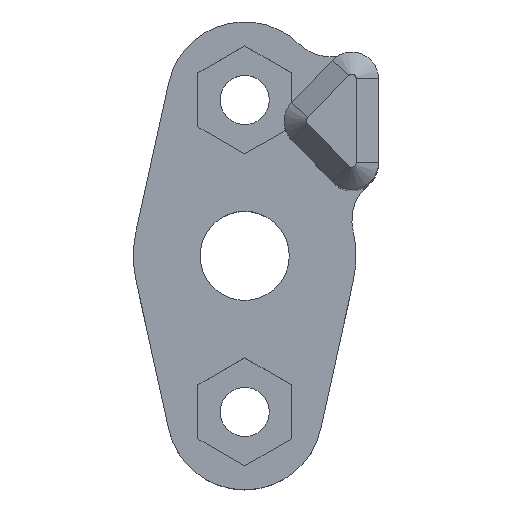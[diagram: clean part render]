
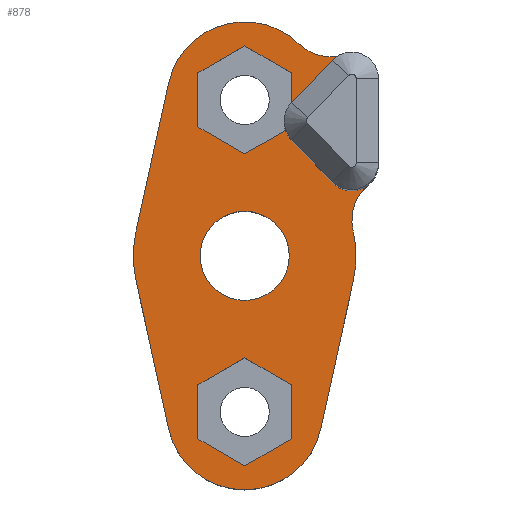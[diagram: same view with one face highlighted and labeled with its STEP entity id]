
A CAD part, top view. The second image highlights one B-rep face of the part: STEP entity #878.
In plain terms, the highlighted planar face has unit normal (0, 0, 1).
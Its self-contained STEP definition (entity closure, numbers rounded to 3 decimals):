
#79=VECTOR('',#1254,1.);
#97=VECTOR('',#1304,1.);
#103=VECTOR('',#1325,1.);
#108=VECTOR('',#1344,1.);
#112=VECTOR('',#1349,1.);
#115=VECTOR('',#1353,1.);
#118=VECTOR('',#1357,1.);
#121=VECTOR('',#1361,1.);
#123=VECTOR('',#1364,1.);
#127=VECTOR('',#1372,1.);
#130=VECTOR('',#1376,1.);
#133=VECTOR('',#1380,1.);
#136=VECTOR('',#1384,1.);
#139=VECTOR('',#1388,1.);
#142=VECTOR('',#1392,1.);
#143=VECTOR('',#1397,1.);
#144=VECTOR('',#1400,1.);
#145=VECTOR('',#1403,1.);
#162=LINE('',#1018,#79);
#180=LINE('',#1072,#97);
#186=LINE('',#1091,#103);
#191=LINE('',#1113,#108);
#195=LINE('',#1121,#112);
#198=LINE('',#1127,#115);
#201=LINE('',#1133,#118);
#204=LINE('',#1139,#121);
#206=LINE('',#1143,#123);
#210=LINE('',#1154,#127);
#213=LINE('',#1160,#130);
#216=LINE('',#1166,#133);
#219=LINE('',#1172,#136);
#222=LINE('',#1178,#139);
#225=LINE('',#1183,#142);
#226=LINE('',#1188,#143);
#227=LINE('',#1192,#144);
#228=LINE('',#1196,#145);
#260=PLANE('',#953);
#266=CIRCLE('',#896,1.524);
#268=CIRCLE('',#898,1.524);
#269=CIRCLE('',#900,2.54);
#271=CIRCLE('',#904,2.54);
#274=CIRCLE('',#908,4.445);
#280=CIRCLE('',#922,1.524);
#283=CIRCLE('',#928,1.524);
#292=CIRCLE('',#954,6.35);
#293=CIRCLE('',#955,4.445);
#294=CIRCLE('',#956,6.35);
#295=CIRCLE('',#957,2.54);
#303=VERTEX_POINT('',#996);
#304=VERTEX_POINT('',#998);
#307=VERTEX_POINT('',#1004);
#308=VERTEX_POINT('',#1006);
#309=VERTEX_POINT('',#1010);
#310=VERTEX_POINT('',#1011);
#313=VERTEX_POINT('',#1019);
#315=VERTEX_POINT('',#1025);
#316=VERTEX_POINT('',#1026);
#320=VERTEX_POINT('',#1036);
#331=VERTEX_POINT('',#1073);
#334=VERTEX_POINT('',#1088);
#344=VERTEX_POINT('',#1114);
#347=VERTEX_POINT('',#1122);
#349=VERTEX_POINT('',#1128);
#351=VERTEX_POINT('',#1134);
#353=VERTEX_POINT('',#1140);
#357=VERTEX_POINT('',#1153);
#358=VERTEX_POINT('',#1155);
#360=VERTEX_POINT('',#1161);
#362=VERTEX_POINT('',#1167);
#364=VERTEX_POINT('',#1173);
#366=VERTEX_POINT('',#1179);
#368=VERTEX_POINT('',#1189);
#369=VERTEX_POINT('',#1191);
#370=VERTEX_POINT('',#1193);
#371=VERTEX_POINT('',#1195);
#372=VERTEX_POINT('',#1197);
#373=VERTEX_POINT('',#1200);
#387=EDGE_CURVE('',#304,#303,#266,.T.);
#391=EDGE_CURVE('',#308,#307,#268,.T.);
#393=EDGE_CURVE('',#309,#310,#269,.T.);
#397=EDGE_CURVE('',#310,#313,#162,.T.);
#400=EDGE_CURVE('',#315,#316,#271,.F.);
#406=EDGE_CURVE('',#316,#320,#274,.T.);
#424=EDGE_CURVE('',#307,#331,#180,.T.);
#426=EDGE_CURVE('',#315,#331,#280,.T.);
#433=EDGE_CURVE('',#334,#309,#283,.T.);
#434=EDGE_CURVE('',#334,#304,#186,.T.);
#445=EDGE_CURVE('',#344,#308,#191,.T.);
#449=EDGE_CURVE('',#347,#344,#195,.T.);
#452=EDGE_CURVE('',#349,#347,#198,.T.);
#455=EDGE_CURVE('',#351,#349,#201,.T.);
#458=EDGE_CURVE('',#353,#351,#204,.T.);
#460=EDGE_CURVE('',#303,#353,#206,.T.);
#465=EDGE_CURVE('',#358,#357,#210,.T.);
#468=EDGE_CURVE('',#360,#358,#213,.T.);
#471=EDGE_CURVE('',#362,#360,#216,.T.);
#474=EDGE_CURVE('',#364,#362,#219,.T.);
#477=EDGE_CURVE('',#366,#364,#222,.T.);
#480=EDGE_CURVE('',#357,#366,#225,.T.);
#482=EDGE_CURVE('',#368,#320,#226,.T.);
#483=EDGE_CURVE('',#368,#369,#292,.T.);
#484=EDGE_CURVE('',#370,#369,#227,.T.);
#485=EDGE_CURVE('',#370,#371,#293,.T.);
#486=EDGE_CURVE('',#372,#371,#228,.T.);
#487=EDGE_CURVE('',#372,#313,#294,.T.);
#488=EDGE_CURVE('',#373,#373,#295,.T.);
#671=ORIENTED_EDGE('',*,*,#424,.T.);
#672=ORIENTED_EDGE('',*,*,#426,.F.);
#673=ORIENTED_EDGE('',*,*,#400,.T.);
#674=ORIENTED_EDGE('',*,*,#406,.T.);
#675=ORIENTED_EDGE('',*,*,#482,.F.);
#676=ORIENTED_EDGE('',*,*,#483,.T.);
#677=ORIENTED_EDGE('',*,*,#484,.F.);
#678=ORIENTED_EDGE('',*,*,#485,.T.);
#679=ORIENTED_EDGE('',*,*,#486,.F.);
#680=ORIENTED_EDGE('',*,*,#487,.T.);
#681=ORIENTED_EDGE('',*,*,#397,.F.);
#682=ORIENTED_EDGE('',*,*,#393,.F.);
#683=ORIENTED_EDGE('',*,*,#433,.F.);
#684=ORIENTED_EDGE('',*,*,#434,.T.);
#685=ORIENTED_EDGE('',*,*,#387,.T.);
#686=ORIENTED_EDGE('',*,*,#460,.T.);
#687=ORIENTED_EDGE('',*,*,#458,.T.);
#688=ORIENTED_EDGE('',*,*,#455,.T.);
#689=ORIENTED_EDGE('',*,*,#452,.T.);
#690=ORIENTED_EDGE('',*,*,#449,.T.);
#691=ORIENTED_EDGE('',*,*,#445,.T.);
#692=ORIENTED_EDGE('',*,*,#391,.T.);
#693=ORIENTED_EDGE('',*,*,#488,.F.);
#694=ORIENTED_EDGE('',*,*,#465,.T.);
#695=ORIENTED_EDGE('',*,*,#480,.T.);
#696=ORIENTED_EDGE('',*,*,#477,.T.);
#697=ORIENTED_EDGE('',*,*,#474,.T.);
#698=ORIENTED_EDGE('',*,*,#471,.T.);
#699=ORIENTED_EDGE('',*,*,#468,.T.);
#771=EDGE_LOOP('',(#671,#672,#673,#674,#675,#676,#677,#678,#679,#680,#681,
#682,#683,#684,#685,#686,#687,#688,#689,#690,#691,#692));
#772=EDGE_LOOP('',(#693));
#773=EDGE_LOOP('',(#694,#695,#696,#697,#698,#699));
#827=FACE_BOUND('',#771,.T.);
#828=FACE_BOUND('',#772,.T.);
#829=FACE_BOUND('',#773,.T.);
#878=ADVANCED_FACE('',(#827,#828,#829),#260,.T.);
#896=AXIS2_PLACEMENT_3D('',#997,#1236,#1237);
#898=AXIS2_PLACEMENT_3D('',#1005,#1242,#1243);
#900=AXIS2_PLACEMENT_3D('',#1009,#1247,#1248);
#904=AXIS2_PLACEMENT_3D('',#1024,#1259,#1260);
#908=AXIS2_PLACEMENT_3D('',#1037,#1270,#1271);
#922=AXIS2_PLACEMENT_3D('',#1076,#1308,#1309);
#928=AXIS2_PLACEMENT_3D('',#1089,#1322,#1323);
#953=AXIS2_PLACEMENT_3D('',#1187,#1396,$);
#954=AXIS2_PLACEMENT_3D('',#1190,#1398,#1399);
#955=AXIS2_PLACEMENT_3D('',#1194,#1401,#1402);
#956=AXIS2_PLACEMENT_3D('',#1198,#1404,#1405);
#957=AXIS2_PLACEMENT_3D('',#1199,#1406,#1407);
#996=CARTESIAN_POINT('',(2.323,7.152,0.));
#997=CARTESIAN_POINT('',(3.773,7.62,0.));
#998=CARTESIAN_POINT('',(2.679,6.559,0.));
#1004=CARTESIAN_POINT('',(2.679,8.681,0.));
#1005=CARTESIAN_POINT('',(3.773,7.62,0.));
#1006=CARTESIAN_POINT('',(2.667,8.668,0.));
#1009=CARTESIAN_POINT('',(8.649,2.061,0.));
#1010=CARTESIAN_POINT('',(7.053,4.037,0.));
#1011=CARTESIAN_POINT('',(6.168,1.517,0.));
#1018=CARTESIAN_POINT('',(4.342,9.843,0.));
#1019=CARTESIAN_POINT('',(6.202,1.361,0.));
#1024=CARTESIAN_POINT('',(4.874,13.893,0.));
#1025=CARTESIAN_POINT('',(5.638,11.47,0.));
#1026=CARTESIAN_POINT('',(3.102,12.074,0.));
#1036=CARTESIAN_POINT('',(-4.342,9.843,0.));
#1037=CARTESIAN_POINT('',(0.,8.89,0.));
#1072=CARTESIAN_POINT('',(1.096,7.048,0.));
#1073=CARTESIAN_POINT('',(5.002,11.078,0.));
#1076=CARTESIAN_POINT('',(6.096,10.017,0.));
#1088=CARTESIAN_POINT('',(5.002,4.162,0.));
#1089=CARTESIAN_POINT('',(6.096,5.223,0.));
#1091=CARTESIAN_POINT('',(4.904,4.263,0.));
#1113=CARTESIAN_POINT('',(2.667,4.445,0.));
#1114=CARTESIAN_POINT('',(2.667,10.43,0.));
#1121=CARTESIAN_POINT('',(3.258,10.088,0.));
#1122=CARTESIAN_POINT('',(0.,11.97,0.));
#1127=CARTESIAN_POINT('',(-3.258,10.088,0.));
#1128=CARTESIAN_POINT('',(-2.667,10.43,0.));
#1133=CARTESIAN_POINT('',(-2.667,4.445,0.));
#1134=CARTESIAN_POINT('',(-2.667,7.35,0.));
#1139=CARTESIAN_POINT('',(0.591,5.469,0.));
#1140=CARTESIAN_POINT('',(0.,5.81,0.));
#1143=CARTESIAN_POINT('',(-0.591,5.469,0.));
#1153=CARTESIAN_POINT('',(2.667,-10.43,0.));
#1154=CARTESIAN_POINT('',(2.667,-4.445,0.));
#1155=CARTESIAN_POINT('',(2.667,-7.35,0.));
#1160=CARTESIAN_POINT('',(-0.591,-5.469,0.));
#1161=CARTESIAN_POINT('',(0.,-5.81,0.));
#1166=CARTESIAN_POINT('',(0.591,-5.469,0.));
#1167=CARTESIAN_POINT('',(-2.667,-7.35,0.));
#1172=CARTESIAN_POINT('',(-2.667,-4.445,0.));
#1173=CARTESIAN_POINT('',(-2.667,-10.43,0.));
#1178=CARTESIAN_POINT('',(-3.258,-10.088,0.));
#1179=CARTESIAN_POINT('',(0.,-11.97,0.));
#1183=CARTESIAN_POINT('',(3.258,-10.088,0.));
#1187=CARTESIAN_POINT('',(0.,0.,0.));
#1188=CARTESIAN_POINT('',(-6.202,1.361,0.));
#1189=CARTESIAN_POINT('',(-6.202,1.361,0.));
#1190=CARTESIAN_POINT('',(0.,0.,0.));
#1191=CARTESIAN_POINT('',(-6.202,-1.361,0.));
#1192=CARTESIAN_POINT('',(-4.342,-9.843,0.));
#1193=CARTESIAN_POINT('',(-4.342,-9.843,0.));
#1194=CARTESIAN_POINT('',(0.,-8.89,0.));
#1195=CARTESIAN_POINT('',(4.342,-9.843,0.));
#1196=CARTESIAN_POINT('',(6.202,-1.361,0.));
#1197=CARTESIAN_POINT('',(6.202,-1.361,0.));
#1198=CARTESIAN_POINT('',(0.,0.,0.));
#1199=CARTESIAN_POINT('',(0.,0.,0.));
#1200=CARTESIAN_POINT('',(2.54,0.,0.));
#1236=DIRECTION('',(0.,0.,-1.));
#1237=DIRECTION('',(-1.524,0.,0.));
#1242=DIRECTION('',(0.,0.,-1.));
#1243=DIRECTION('',(-1.524,0.,0.));
#1247=DIRECTION('',(0.,0.,1.));
#1248=DIRECTION('',(-2.396,0.842,0.));
#1254=DIRECTION('',(0.214,-0.977,0.));
#1259=DIRECTION('',(0.,0.,1.));
#1260=DIRECTION('',(1.773,1.819,0.));
#1270=DIRECTION('',(0.,0.,1.));
#1271=DIRECTION('',(4.445,0.,0.));
#1304=DIRECTION('',(0.696,0.718,0.));
#1308=DIRECTION('',(0.,0.,1.));
#1309=DIRECTION('',(0.572,1.413,0.));
#1322=DIRECTION('',(0.,0.,1.));
#1323=DIRECTION('',(0.572,-1.413,0.));
#1325=DIRECTION('',(-0.696,0.718,0.));
#1344=DIRECTION('',(0.,-1.,0.));
#1349=DIRECTION('',(0.866,-0.5,0.));
#1353=DIRECTION('',(0.866,0.5,0.));
#1357=DIRECTION('',(0.,1.,0.));
#1361=DIRECTION('',(-0.866,0.5,0.));
#1364=DIRECTION('',(-0.866,-0.5,0.));
#1372=DIRECTION('',(0.,-1.,0.));
#1376=DIRECTION('',(0.866,-0.5,0.));
#1380=DIRECTION('',(0.866,0.5,0.));
#1384=DIRECTION('',(0.,1.,0.));
#1388=DIRECTION('',(-0.866,0.5,0.));
#1392=DIRECTION('',(-0.866,-0.5,0.));
#1396=DIRECTION('',(0.,0.,1.));
#1397=DIRECTION('',(0.214,0.977,0.));
#1398=DIRECTION('',(0.,0.,1.));
#1399=DIRECTION('',(6.35,0.,0.));
#1400=DIRECTION('',(-0.214,0.977,0.));
#1401=DIRECTION('',(0.,0.,1.));
#1402=DIRECTION('',(4.445,0.,0.));
#1403=DIRECTION('',(-0.214,-0.977,0.));
#1404=DIRECTION('',(0.,0.,1.));
#1405=DIRECTION('',(6.35,0.,0.));
#1406=DIRECTION('',(0.,0.,1.));
#1407=DIRECTION('',(2.54,0.,0.));
